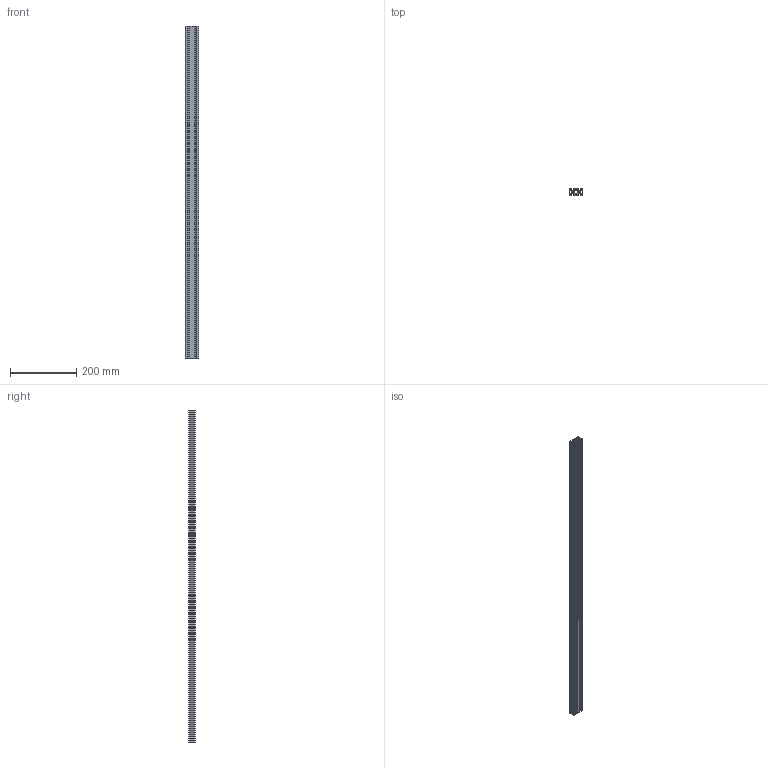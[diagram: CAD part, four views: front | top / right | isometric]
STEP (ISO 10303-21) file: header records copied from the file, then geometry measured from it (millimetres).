
FILE_DESCRIPTION((''),'2;1');
FILE_NAME('AR3739.stp','2018-07-24T15:01:14',('Konstruktor II'),(''),'Autodesk Inventor 2013','Autodesk Inventor 2013','');
FILE_SCHEMA(('AUTOMOTIVE_DESIGN { 1 0 10303 214 1 1 1 1 }'));
Length unit declared in the file: millimetre
Products named in the file (1): AR3739
Bounding box: 40 x 20 x 1000 mm (x, y, z)
Volume: 273501.5 mm3; surface area: 333459.9 mm2
Topology: 1 solids, 1 shells, 210 faces, 624 edges, 416 vertices
Faces by surface type: plane 142, cylinder 68
Entity records: 7062 total; most frequent: CARTESIAN_POINT 1251, ORIENTED_EDGE 1248, DIRECTION 1182, EDGE_CURVE 624, VECTOR 488, LINE 488, VERTEX_POINT 416, AXIS2_PLACEMENT_3D 347
